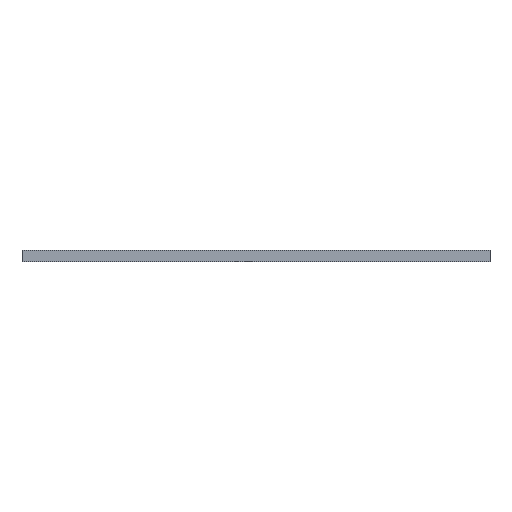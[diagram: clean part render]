
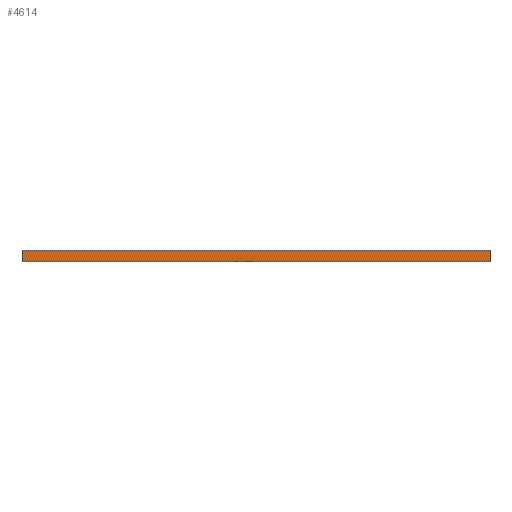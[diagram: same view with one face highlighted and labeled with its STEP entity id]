
A CAD part, front view. The second image highlights one B-rep face of the part: STEP entity #4614.
In plain terms, the highlighted planar face has unit normal (0, -1, 0).
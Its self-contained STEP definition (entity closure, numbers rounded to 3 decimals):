
#72 = PLANE('',#73);
#73 = AXIS2_PLACEMENT_3D('',#74,#75,#76);
#74 = CARTESIAN_POINT('',(-10.,20.,0.));
#75 = DIRECTION('',(-0.,-0.,1.));
#76 = DIRECTION('',(-1.,0.,0.));
#126 = PLANE('',#127);
#127 = AXIS2_PLACEMENT_3D('',#128,#129,#130);
#128 = CARTESIAN_POINT('',(-10.,20.,2.5));
#129 = DIRECTION('',(-0.,-0.,1.));
#130 = DIRECTION('',(-1.,0.,0.));
#383 = VERTEX_POINT('',#384);
#384 = CARTESIAN_POINT('',(90.,-20.,2.5));
#398 = PLANE('',#399);
#399 = AXIS2_PLACEMENT_3D('',#400,#401,#402);
#400 = CARTESIAN_POINT('',(90.,-20.,0.));
#401 = DIRECTION('',(1.,0.,0.));
#402 = DIRECTION('',(0.,0.,1.));
#410 = EDGE_CURVE('',#411,#383,#413,.T.);
#411 = VERTEX_POINT('',#412);
#412 = CARTESIAN_POINT('',(-10.,-20.,2.5));
#413 = SURFACE_CURVE('',#414,(#418,#425),.PCURVE_S1.);
#414 = LINE('',#415,#416);
#415 = CARTESIAN_POINT('',(-10.,-20.,2.5));
#416 = VECTOR('',#417,1.);
#417 = DIRECTION('',(1.,0.,0.));
#418 = PCURVE('',#126,#419);
#419 = DEFINITIONAL_REPRESENTATION('',(#420),#424);
#420 = LINE('',#421,#422);
#421 = CARTESIAN_POINT('',(-0.,40.));
#422 = VECTOR('',#423,1.);
#423 = DIRECTION('',(-1.,-0.));
#424 = ( GEOMETRIC_REPRESENTATION_CONTEXT(2) 
PARAMETRIC_REPRESENTATION_CONTEXT() REPRESENTATION_CONTEXT('2D SPACE',''
  ) );
#425 = PCURVE('',#426,#431);
#426 = PLANE('',#427);
#427 = AXIS2_PLACEMENT_3D('',#428,#429,#430);
#428 = CARTESIAN_POINT('',(-10.,-20.,0.));
#429 = DIRECTION('',(0.,1.,0.));
#430 = DIRECTION('',(0.,0.,1.));
#431 = DEFINITIONAL_REPRESENTATION('',(#432),#436);
#432 = LINE('',#433,#434);
#433 = CARTESIAN_POINT('',(2.5,0.));
#434 = VECTOR('',#435,1.);
#435 = DIRECTION('',(0.,1.));
#436 = ( GEOMETRIC_REPRESENTATION_CONTEXT(2) 
PARAMETRIC_REPRESENTATION_CONTEXT() REPRESENTATION_CONTEXT('2D SPACE',''
  ) );
#454 = PLANE('',#455);
#455 = AXIS2_PLACEMENT_3D('',#456,#457,#458);
#456 = CARTESIAN_POINT('',(-10.,-20.,0.));
#457 = DIRECTION('',(1.,0.,0.));
#458 = DIRECTION('',(0.,0.,1.));
#2710 = VERTEX_POINT('',#2711);
#2711 = CARTESIAN_POINT('',(90.,-20.,0.));
#2732 = EDGE_CURVE('',#2710,#2733,#2735,.T.);
#2733 = VERTEX_POINT('',#2734);
#2734 = CARTESIAN_POINT('',(-10.,-20.,0.));
#2735 = SURFACE_CURVE('',#2736,(#2740,#2747),.PCURVE_S1.);
#2736 = LINE('',#2737,#2738);
#2737 = CARTESIAN_POINT('',(90.,-20.,0.));
#2738 = VECTOR('',#2739,1.);
#2739 = DIRECTION('',(-1.,0.,0.));
#2740 = PCURVE('',#72,#2741);
#2741 = DEFINITIONAL_REPRESENTATION('',(#2742),#2746);
#2742 = LINE('',#2743,#2744);
#2743 = CARTESIAN_POINT('',(-100.,40.));
#2744 = VECTOR('',#2745,1.);
#2745 = DIRECTION('',(1.,-0.));
#2746 = ( GEOMETRIC_REPRESENTATION_CONTEXT(2) 
PARAMETRIC_REPRESENTATION_CONTEXT() REPRESENTATION_CONTEXT('2D SPACE',''
  ) );
#2747 = PCURVE('',#426,#2748);
#2748 = DEFINITIONAL_REPRESENTATION('',(#2749),#2753);
#2749 = LINE('',#2750,#2751);
#2750 = CARTESIAN_POINT('',(0.,100.));
#2751 = VECTOR('',#2752,1.);
#2752 = DIRECTION('',(0.,-1.));
#2753 = ( GEOMETRIC_REPRESENTATION_CONTEXT(2) 
PARAMETRIC_REPRESENTATION_CONTEXT() REPRESENTATION_CONTEXT('2D SPACE',''
  ) );
#4614 = ADVANCED_FACE('',(#4615),#426,.F.);
#4615 = FACE_BOUND('',#4616,.F.);
#4616 = EDGE_LOOP('',(#4617,#4638,#4639,#4660));
#4617 = ORIENTED_EDGE('',*,*,#4618,.T.);
#4618 = EDGE_CURVE('',#2733,#411,#4619,.T.);
#4619 = SURFACE_CURVE('',#4620,(#4624,#4631),.PCURVE_S1.);
#4620 = LINE('',#4621,#4622);
#4621 = CARTESIAN_POINT('',(-10.,-20.,0.));
#4622 = VECTOR('',#4623,1.);
#4623 = DIRECTION('',(0.,0.,1.));
#4624 = PCURVE('',#426,#4625);
#4625 = DEFINITIONAL_REPRESENTATION('',(#4626),#4630);
#4626 = LINE('',#4627,#4628);
#4627 = CARTESIAN_POINT('',(0.,0.));
#4628 = VECTOR('',#4629,1.);
#4629 = DIRECTION('',(1.,0.));
#4630 = ( GEOMETRIC_REPRESENTATION_CONTEXT(2) 
PARAMETRIC_REPRESENTATION_CONTEXT() REPRESENTATION_CONTEXT('2D SPACE',''
  ) );
#4631 = PCURVE('',#454,#4632);
#4632 = DEFINITIONAL_REPRESENTATION('',(#4633),#4637);
#4633 = LINE('',#4634,#4635);
#4634 = CARTESIAN_POINT('',(0.,0.));
#4635 = VECTOR('',#4636,1.);
#4636 = DIRECTION('',(1.,0.));
#4637 = ( GEOMETRIC_REPRESENTATION_CONTEXT(2) 
PARAMETRIC_REPRESENTATION_CONTEXT() REPRESENTATION_CONTEXT('2D SPACE',''
  ) );
#4638 = ORIENTED_EDGE('',*,*,#410,.T.);
#4639 = ORIENTED_EDGE('',*,*,#4640,.F.);
#4640 = EDGE_CURVE('',#2710,#383,#4641,.T.);
#4641 = SURFACE_CURVE('',#4642,(#4646,#4653),.PCURVE_S1.);
#4642 = LINE('',#4643,#4644);
#4643 = CARTESIAN_POINT('',(90.,-20.,0.));
#4644 = VECTOR('',#4645,1.);
#4645 = DIRECTION('',(0.,0.,1.));
#4646 = PCURVE('',#426,#4647);
#4647 = DEFINITIONAL_REPRESENTATION('',(#4648),#4652);
#4648 = LINE('',#4649,#4650);
#4649 = CARTESIAN_POINT('',(0.,100.));
#4650 = VECTOR('',#4651,1.);
#4651 = DIRECTION('',(1.,0.));
#4652 = ( GEOMETRIC_REPRESENTATION_CONTEXT(2) 
PARAMETRIC_REPRESENTATION_CONTEXT() REPRESENTATION_CONTEXT('2D SPACE',''
  ) );
#4653 = PCURVE('',#398,#4654);
#4654 = DEFINITIONAL_REPRESENTATION('',(#4655),#4659);
#4655 = LINE('',#4656,#4657);
#4656 = CARTESIAN_POINT('',(0.,0.));
#4657 = VECTOR('',#4658,1.);
#4658 = DIRECTION('',(1.,0.));
#4659 = ( GEOMETRIC_REPRESENTATION_CONTEXT(2) 
PARAMETRIC_REPRESENTATION_CONTEXT() REPRESENTATION_CONTEXT('2D SPACE',''
  ) );
#4660 = ORIENTED_EDGE('',*,*,#2732,.T.);
